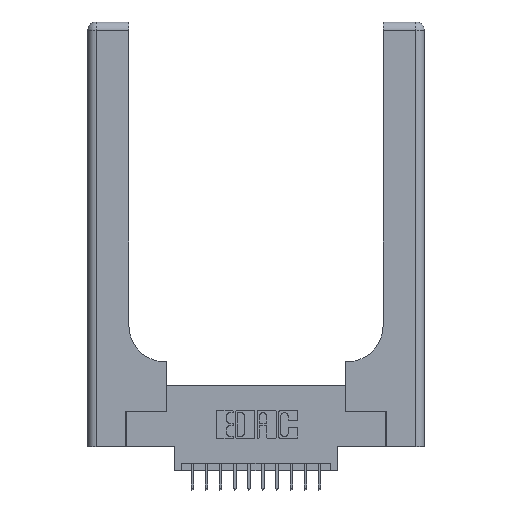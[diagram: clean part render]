
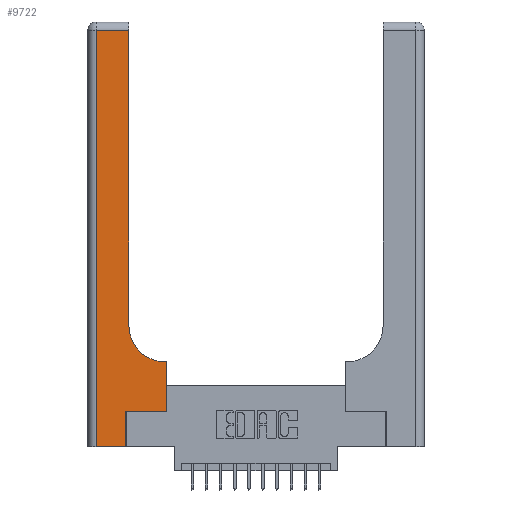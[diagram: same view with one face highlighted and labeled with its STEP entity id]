
A CAD part, top view. The second image highlights one B-rep face of the part: STEP entity #9722.
In plain terms, the highlighted planar face has unit normal (0, 0, 1).
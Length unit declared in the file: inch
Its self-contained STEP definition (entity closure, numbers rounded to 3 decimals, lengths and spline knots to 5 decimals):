
#278 = DIRECTION ( 'NONE',  ( 0., 1., 0. ) ) ;
#435 = DIRECTION ( 'NONE',  ( -1., 0., 0. ) ) ;
#733 = VERTEX_POINT ( 'NONE', #11333 ) ;
#1038 = VERTEX_POINT ( 'NONE', #2217 ) ;
#1247 = ORIENTED_EDGE ( 'NONE', *, *, #4483, .T. ) ;
#1469 = LINE ( 'NONE', #12157, #10296 ) ;
#1521 = ORIENTED_EDGE ( 'NONE', *, *, #4436, .T. ) ;
#1698 = CARTESIAN_POINT ( 'NONE',  ( 0.269, 0.25, 0.37 ) ) ;
#2026 = PLANE ( 'NONE',  #13507 ) ;
#2217 = CARTESIAN_POINT ( 'NONE',  ( 0.5585, 0.6, 0.37 ) ) ;
#2277 = LINE ( 'NONE', #8992, #2655 ) ;
#2283 = DIRECTION ( 'NONE',  ( 0., 1., 0. ) ) ;
#2373 = CARTESIAN_POINT ( 'NONE',  ( 0.269, 0., 0.37 ) ) ;
#2655 = VECTOR ( 'NONE', #4868, 39.37008 ) ;
#2679 = ORIENTED_EDGE ( 'NONE', *, *, #17566, .T. ) ;
#3049 = CARTESIAN_POINT ( 'NONE',  ( 0.06, 3., 0.37 ) ) ;
#3429 = EDGE_CURVE ( 'NONE', #7435, #733, #8371, .T. ) ;
#3730 = DIRECTION ( 'NONE',  ( 1., 0., 0. ) ) ;
#4074 = AXIS2_PLACEMENT_3D ( 'NONE', #16203, #5444, #3730 ) ;
#4337 = DIRECTION ( 'NONE',  ( 0., 0., -1. ) ) ;
#4436 = EDGE_CURVE ( 'NONE', #8696, #7912, #9812, .T. ) ;
#4483 = EDGE_CURVE ( 'NONE', #17011, #1038, #2277, .T. ) ;
#4516 = FACE_OUTER_BOUND ( 'NONE', #17040, .T. ) ;
#4607 = DIRECTION ( 'NONE',  ( -1., 0., 0. ) ) ;
#4625 = LINE ( 'NONE', #1698, #17136 ) ;
#4868 = DIRECTION ( 'NONE',  ( 0., 1., 0. ) ) ;
#5444 = DIRECTION ( 'NONE',  ( 0., 0., -1. ) ) ;
#5583 = VERTEX_POINT ( 'NONE', #6207 ) ;
#5620 = CARTESIAN_POINT ( 'NONE',  ( 0.2915, 3., 0.37 ) ) ;
#6154 = LINE ( 'NONE', #16653, #14818 ) ;
#6207 = CARTESIAN_POINT ( 'NONE',  ( 0.2915, 2.94, 0.37 ) ) ;
#6270 = ORIENTED_EDGE ( 'NONE', *, *, #14633, .T. ) ;
#6331 = EDGE_CURVE ( 'NONE', #5583, #8696, #10241, .T. ) ;
#6681 = VECTOR ( 'NONE', #4607, 39.37008 ) ;
#7435 = VERTEX_POINT ( 'NONE', #13163 ) ;
#7912 = VERTEX_POINT ( 'NONE', #9346 ) ;
#8289 = LINE ( 'NONE', #5620, #12969 ) ;
#8371 = CIRCLE ( 'NONE', #4074, 0.25 ) ;
#8503 = CARTESIAN_POINT ( 'NONE',  ( 0.06, 2.94, 0.37 ) ) ;
#8696 = VERTEX_POINT ( 'NONE', #8503 ) ;
#8729 = CARTESIAN_POINT ( 'NONE',  ( 0., 3., 0.37 ) ) ;
#8992 = CARTESIAN_POINT ( 'NONE',  ( 0.5585, 0.25, 0.37 ) ) ;
#9058 = ORIENTED_EDGE ( 'NONE', *, *, #6331, .T. ) ;
#9346 = CARTESIAN_POINT ( 'NONE',  ( 0.06, 0., 0.37 ) ) ;
#9375 = DIRECTION ( 'NONE',  ( 1., 0., 0. ) ) ;
#9387 = EDGE_CURVE ( 'NONE', #733, #5583, #8289, .T. ) ;
#9722 = ADVANCED_FACE ( 'NONE', ( #4516 ), #2026, .F. ) ;
#9812 = LINE ( 'NONE', #3049, #11208 ) ;
#9840 = VECTOR ( 'NONE', #2283, 39.37008 ) ;
#9996 = DIRECTION ( 'NONE',  ( 1., 0., 0. ) ) ;
#10079 = LINE ( 'NONE', #2373, #9840 ) ;
#10179 = ORIENTED_EDGE ( 'NONE', *, *, #17089, .T. ) ;
#10241 = LINE ( 'NONE', #12917, #6681 ) ;
#10296 = VECTOR ( 'NONE', #9375, 39.37008 ) ;
#10521 = CARTESIAN_POINT ( 'NONE',  ( 0.269, 0.25, 0.37 ) ) ;
#11208 = VECTOR ( 'NONE', #12731, 39.37008 ) ;
#11333 = CARTESIAN_POINT ( 'NONE',  ( 0.2915, 0.85, 0.37 ) ) ;
#11577 = DIRECTION ( 'NONE',  ( -1., 0., 0. ) ) ;
#12157 = CARTESIAN_POINT ( 'NONE',  ( 0., 0., 0.37 ) ) ;
#12731 = DIRECTION ( 'NONE',  ( 0., -1., 0. ) ) ;
#12917 = CARTESIAN_POINT ( 'NONE',  ( 0., 2.94, 0.37 ) ) ;
#12969 = VECTOR ( 'NONE', #278, 39.37008 ) ;
#13163 = CARTESIAN_POINT ( 'NONE',  ( 0.5415, 0.6, 0.37 ) ) ;
#13349 = VERTEX_POINT ( 'NONE', #10521 ) ;
#13507 = AXIS2_PLACEMENT_3D ( 'NONE', #8729, #4337, #435 ) ;
#14576 = VERTEX_POINT ( 'NONE', #15569 ) ;
#14633 = EDGE_CURVE ( 'NONE', #13349, #17011, #4625, .T. ) ;
#14738 = ORIENTED_EDGE ( 'NONE', *, *, #15519, .T. ) ;
#14818 = VECTOR ( 'NONE', #11577, 39.37008 ) ;
#15106 = ORIENTED_EDGE ( 'NONE', *, *, #3429, .T. ) ;
#15519 = EDGE_CURVE ( 'NONE', #14576, #13349, #10079, .T. ) ;
#15569 = CARTESIAN_POINT ( 'NONE',  ( 0.269, 0., 0.37 ) ) ;
#16203 = CARTESIAN_POINT ( 'NONE',  ( 0.5415, 0.85, 0.37 ) ) ;
#16546 = CARTESIAN_POINT ( 'NONE',  ( 0.5585, 0.25, 0.37 ) ) ;
#16653 = CARTESIAN_POINT ( 'NONE',  ( 0.2915, 0.6, 0.37 ) ) ;
#17011 = VERTEX_POINT ( 'NONE', #16546 ) ;
#17040 = EDGE_LOOP ( 'NONE', ( #17075, #9058, #1521, #2679, #14738, #6270, #1247, #10179, #15106 ) ) ;
#17075 = ORIENTED_EDGE ( 'NONE', *, *, #9387, .T. ) ;
#17089 = EDGE_CURVE ( 'NONE', #1038, #7435, #6154, .T. ) ;
#17136 = VECTOR ( 'NONE', #9996, 39.37008 ) ;
#17566 = EDGE_CURVE ( 'NONE', #7912, #14576, #1469, .T. ) ;
